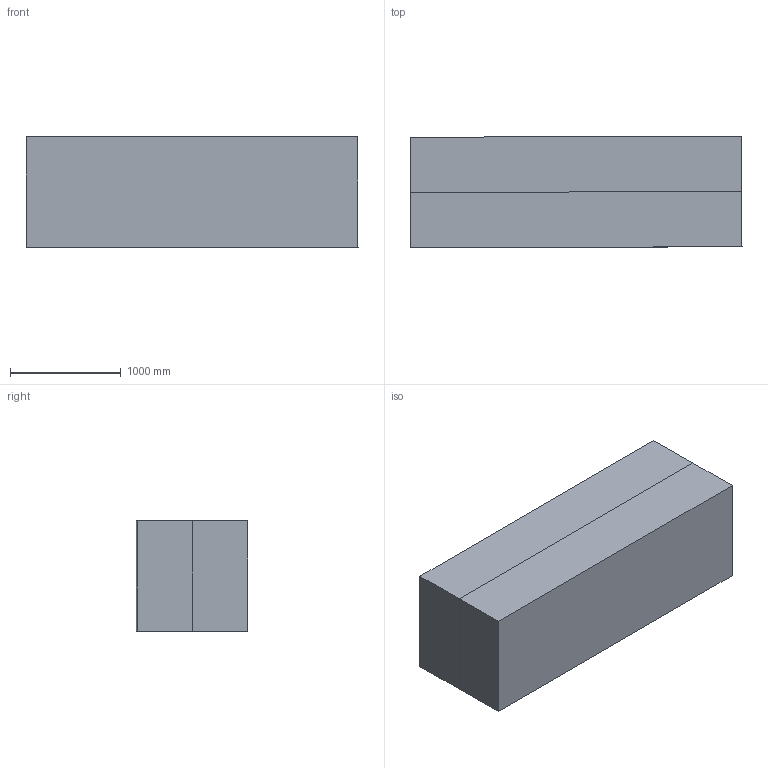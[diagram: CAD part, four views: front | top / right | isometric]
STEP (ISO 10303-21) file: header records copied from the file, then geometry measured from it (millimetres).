
FILE_DESCRIPTION (( 'STEP AP214' ), '1' );
FILE_NAME ('parabolicBoat1.STEP', '2019-02-13T20:24:54', ( '' ), ( '' ), 'SwSTEP 2.0', 'SolidWorks 2018', '' );
FILE_SCHEMA (( 'AUTOMOTIVE_DESIGN' ));
Length unit declared in the file: millimetre
Products named in the file (3): parabolicBoat1; TestBlock
Assembly tree (3 placements, depth 2):
  parabolicBoat1
    TestBlock  x2
    parabolicBoat1
Bounding box: 3003.28 x 1010.94 x 1001.59 mm (x, y, z)
Volume: 3008025544.6 mm3; surface area: 20328978.1 mm2
Topology: 3 solids, 3 shells, 2492 faces, 3744 edges, 1258 vertices
Faces by surface type: plane 2492
Entity records: 48642 total; most frequent: DIRECTION 8716, CARTESIAN_POINT 7474, ORIENTED_EDGE 7464, LINE 3732, VECTOR 3732, EDGE_CURVE 3732, AXIS2_PLACEMENT_3D 2492, FACE_OUTER_BOUND 2486
